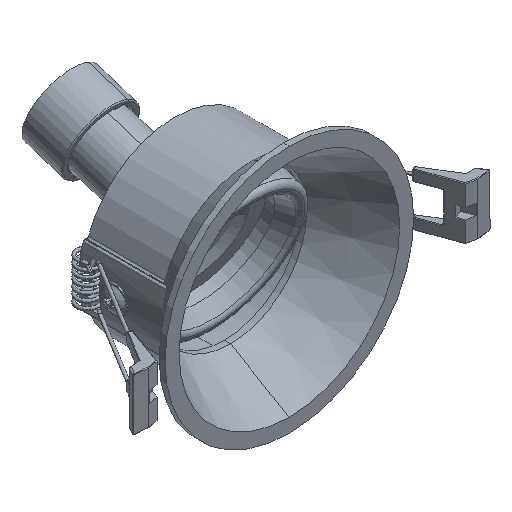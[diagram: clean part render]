
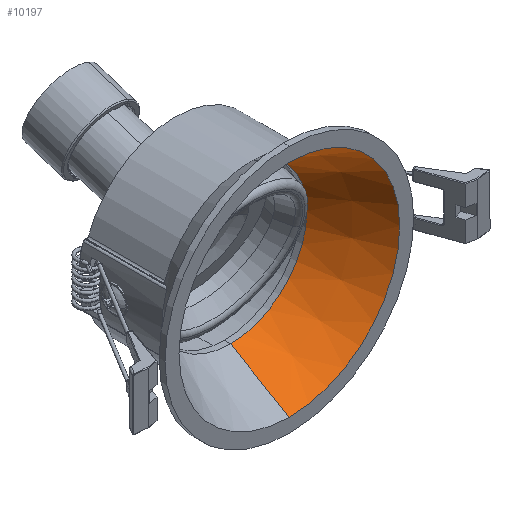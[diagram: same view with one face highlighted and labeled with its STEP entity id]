
A CAD part, isometric view. The second image highlights one B-rep face of the part: STEP entity #10197.
In plain terms, the highlighted conical face has half-angle 29.914 degrees and reference radius 41 mm.
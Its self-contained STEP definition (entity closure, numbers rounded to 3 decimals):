
#1421 = FACE_OUTER_BOUND ( 'NONE', #14607, .T. ) ;
#1698 = DIRECTION ( 'NONE',  ( 0., 0., -1. ) ) ;
#1937 = EDGE_CURVE ( 'NONE', #8192, #15189, #9961, .T. ) ;
#2278 = CARTESIAN_POINT ( 'NONE',  ( 0., 0., -41. ) ) ;
#2438 = VECTOR ( 'NONE', #9257, 1000. ) ;
#2963 = CONICAL_SURFACE ( 'NONE', #5818, 41., 0.522 ) ;
#3150 = CARTESIAN_POINT ( 'NONE',  ( 0., 0., 0. ) ) ;
#3523 = EDGE_CURVE ( 'NONE', #9829, #15189, #4210, .T. ) ;
#4129 = CARTESIAN_POINT ( 'NONE',  ( 0., 21.9, 0. ) ) ;
#4210 = LINE ( 'NONE', #16234, #2438 ) ;
#4307 = ORIENTED_EDGE ( 'NONE', *, *, #13270, .F. ) ;
#4954 = CARTESIAN_POINT ( 'NONE',  ( 0., 0., 41. ) ) ;
#5804 = CARTESIAN_POINT ( 'NONE',  ( 0., 0., 0. ) ) ;
#5818 = AXIS2_PLACEMENT_3D ( 'NONE', #3150, #12808, #5914 ) ;
#5914 = DIRECTION ( 'NONE',  ( 0., 0., -1. ) ) ;
#6422 = AXIS2_PLACEMENT_3D ( 'NONE', #4129, #11228, #7013 ) ;
#6831 = AXIS2_PLACEMENT_3D ( 'NONE', #5804, #11430, #1698 ) ;
#7013 = DIRECTION ( 'NONE',  ( 0., 0., -1. ) ) ;
#7582 = VECTOR ( 'NONE', #8904, 1000. ) ;
#8192 = VERTEX_POINT ( 'NONE', #2278 ) ;
#8904 = DIRECTION ( 'NONE',  ( 0., -0.867, -0.499 ) ) ;
#9257 = DIRECTION ( 'NONE',  ( 0., -0.867, 0.499 ) ) ;
#9338 = ORIENTED_EDGE ( 'NONE', *, *, #10318, .T. ) ;
#9829 = VERTEX_POINT ( 'NONE', #10685 ) ;
#9928 = ORIENTED_EDGE ( 'NONE', *, *, #1937, .T. ) ;
#9961 = CIRCLE ( 'NONE', #6831, 41. ) ;
#10197 = ADVANCED_FACE ( 'NONE', ( #1421 ), #2963, .F. ) ;
#10318 = EDGE_CURVE ( 'NONE', #16561, #8192, #16521, .T. ) ;
#10685 = CARTESIAN_POINT ( 'NONE',  ( 0., 21.9, 28.4 ) ) ;
#11228 = DIRECTION ( 'NONE',  ( 0., -1., 0. ) ) ;
#11430 = DIRECTION ( 'NONE',  ( 0., -1., 0. ) ) ;
#11666 = CARTESIAN_POINT ( 'NONE',  ( 0., 0., -41. ) ) ;
#11995 = ORIENTED_EDGE ( 'NONE', *, *, #3523, .F. ) ;
#12101 = CIRCLE ( 'NONE', #6422, 28.4 ) ;
#12808 = DIRECTION ( 'NONE',  ( 0., -1., 0. ) ) ;
#13270 = EDGE_CURVE ( 'NONE', #16561, #9829, #12101, .T. ) ;
#14607 = EDGE_LOOP ( 'NONE', ( #11995, #4307, #9338, #9928 ) ) ;
#15189 = VERTEX_POINT ( 'NONE', #4954 ) ;
#16234 = CARTESIAN_POINT ( 'NONE',  ( 0., 0., 41. ) ) ;
#16521 = LINE ( 'NONE', #11666, #7582 ) ;
#16561 = VERTEX_POINT ( 'NONE', #17695 ) ;
#17695 = CARTESIAN_POINT ( 'NONE',  ( 0., 21.9, -28.4 ) ) ;
